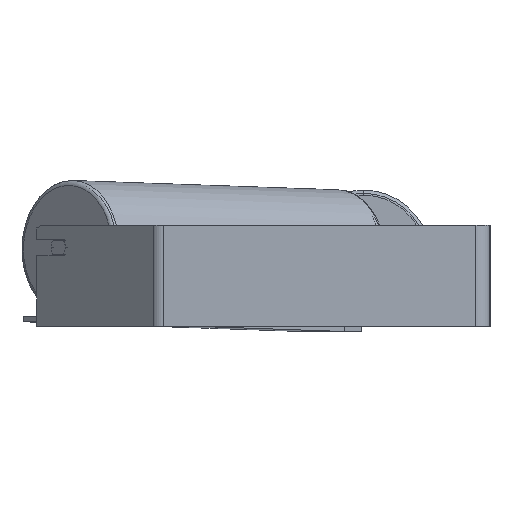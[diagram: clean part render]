
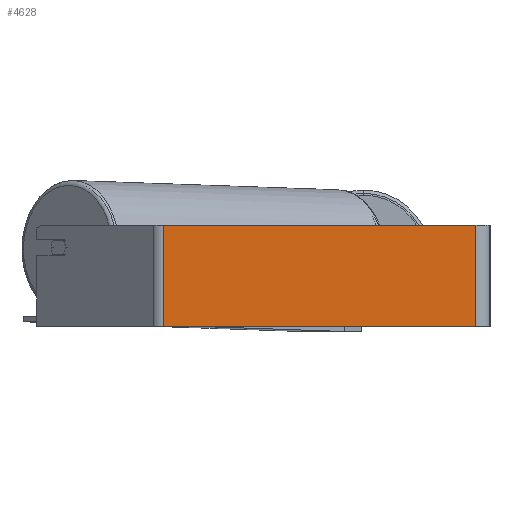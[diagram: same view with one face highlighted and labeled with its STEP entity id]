
A CAD part, left-side view. The second image highlights one B-rep face of the part: STEP entity #4628.
In plain terms, the highlighted planar face has unit normal (-1, 0, 0).
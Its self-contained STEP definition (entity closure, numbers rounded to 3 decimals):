
#140 = CARTESIAN_POINT ( 'NONE',  ( -620., 322.271, -50. ) ) ;
#263 = VERTEX_POINT ( 'NONE', #4467 ) ;
#642 = LINE ( 'NONE', #1903, #3678 ) ;
#674 = ORIENTED_EDGE ( 'NONE', *, *, #6436, .F. ) ;
#949 = DIRECTION ( 'NONE',  ( 0., 0., -1. ) ) ;
#1207 = PLANE ( 'NONE',  #3850 ) ;
#1754 = EDGE_CURVE ( 'NONE', #5680, #263, #642, .T. ) ;
#1816 = DIRECTION ( 'NONE',  ( 0., 0., -1. ) ) ;
#1882 = FACE_OUTER_BOUND ( 'NONE', #6335, .T. ) ;
#1903 = CARTESIAN_POINT ( 'NONE',  ( -620., 14., 50. ) ) ;
#2259 = DIRECTION ( 'NONE',  ( 0., -1., 0. ) ) ;
#2385 = CARTESIAN_POINT ( 'NONE',  ( -620., 322.271, 50. ) ) ;
#2564 = VECTOR ( 'NONE', #2259, 1000. ) ;
#2808 = ORIENTED_EDGE ( 'NONE', *, *, #1754, .F. ) ;
#3203 = VERTEX_POINT ( 'NONE', #3632 ) ;
#3632 = CARTESIAN_POINT ( 'NONE',  ( -620., 322.271, 50. ) ) ;
#3678 = VECTOR ( 'NONE', #6226, 1000. ) ;
#3850 = AXIS2_PLACEMENT_3D ( 'NONE', #3981, #7231, #949 ) ;
#3981 = CARTESIAN_POINT ( 'NONE',  ( -620., 328.07, 50. ) ) ;
#4026 = VECTOR ( 'NONE', #1816, 1000. ) ;
#4065 = VERTEX_POINT ( 'NONE', #140 ) ;
#4467 = CARTESIAN_POINT ( 'NONE',  ( -620., 14., -50. ) ) ;
#4628 = ADVANCED_FACE ( 'NONE', ( #1882 ), #1207, .F. ) ;
#4680 = CARTESIAN_POINT ( 'NONE',  ( -620., 328.07, -50. ) ) ;
#5304 = LINE ( 'NONE', #2385, #4026 ) ;
#5362 = ORIENTED_EDGE ( 'NONE', *, *, #7242, .T. ) ;
#5395 = EDGE_CURVE ( 'NONE', #4065, #263, #6127, .T. ) ;
#5680 = VERTEX_POINT ( 'NONE', #5890 ) ;
#5700 = LINE ( 'NONE', #8685, #2564 ) ;
#5795 = ORIENTED_EDGE ( 'NONE', *, *, #5395, .T. ) ;
#5890 = CARTESIAN_POINT ( 'NONE',  ( -620., 14., 50. ) ) ;
#6127 = LINE ( 'NONE', #4680, #6963 ) ;
#6226 = DIRECTION ( 'NONE',  ( 0., 0., -1. ) ) ;
#6335 = EDGE_LOOP ( 'NONE', ( #5795, #2808, #674, #5362 ) ) ;
#6436 = EDGE_CURVE ( 'NONE', #3203, #5680, #5700, .T. ) ;
#6963 = VECTOR ( 'NONE', #9019, 1000. ) ;
#7231 = DIRECTION ( 'NONE',  ( 1., 0., 0. ) ) ;
#7242 = EDGE_CURVE ( 'NONE', #3203, #4065, #5304, .T. ) ;
#8685 = CARTESIAN_POINT ( 'NONE',  ( -620., 328.07, 50. ) ) ;
#9019 = DIRECTION ( 'NONE',  ( 0., -1., 0. ) ) ;
